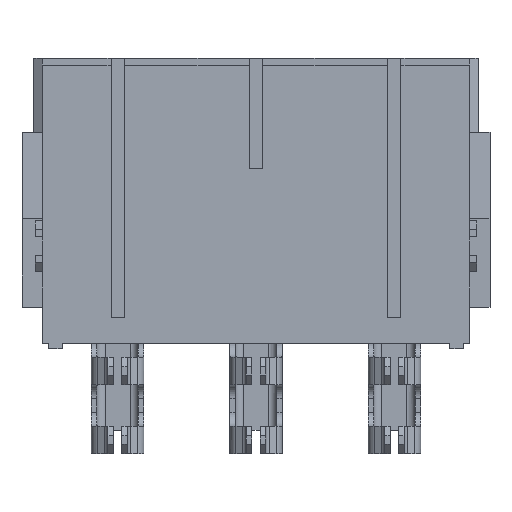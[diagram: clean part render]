
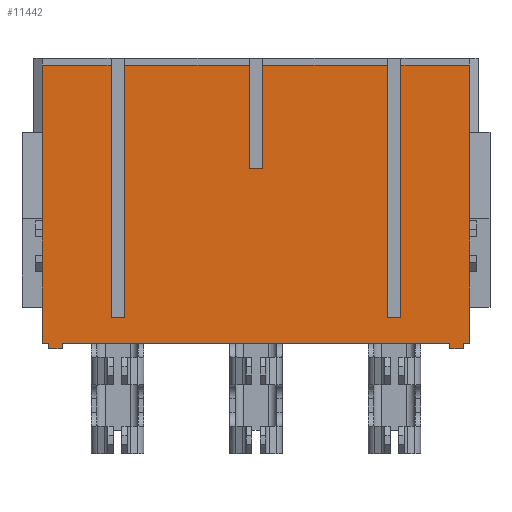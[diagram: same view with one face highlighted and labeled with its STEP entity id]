
A CAD part, front view. The second image highlights one B-rep face of the part: STEP entity #11442.
In plain terms, the highlighted planar face has unit normal (0, -1, 0).
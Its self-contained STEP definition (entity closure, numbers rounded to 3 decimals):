
#161=DIRECTION('',(1.,0.,0.));
#162=VECTOR('',#161,28.);
#163=CARTESIAN_POINT('',(-14.,-4.7,-10.3));
#164=LINE('',#163,#162);
#185=DIRECTION('',(1.,0.,0.));
#186=VECTOR('',#185,0.45);
#187=CARTESIAN_POINT('',(-15.45,-4.7,-10.3));
#188=LINE('',#187,#186);
#193=DIRECTION('',(1.,0.,0.));
#194=VECTOR('',#193,0.45);
#195=CARTESIAN_POINT('',(15.,-4.7,-10.3));
#196=LINE('',#195,#194);
#3419=DIRECTION('',(0.,0.,1.));
#3420=VECTOR('',#3419,5.8);
#3421=CARTESIAN_POINT('',(-15.45,-4.7,-10.3));
#3422=LINE('',#3421,#3420);
#3423=DIRECTION('',(0.,0.,-1.));
#3424=VECTOR('',#3423,0.515);
#3425=CARTESIAN_POINT('',(-15.45,-4.7,-3.985));
#3426=LINE('',#3425,#3424);
#3427=DIRECTION('',(0.,0.,1.));
#3428=VECTOR('',#3427,1.37);
#3429=CARTESIAN_POINT('',(-15.45,-4.7,-3.985));
#3430=LINE('',#3429,#3428);
#3431=DIRECTION('',(0.,0.,-1.));
#3432=VECTOR('',#3431,0.515);
#3433=CARTESIAN_POINT('',(-15.45,-4.7,-2.1));
#3434=LINE('',#3433,#3432);
#3435=DIRECTION('',(0.,0.,1.));
#3436=VECTOR('',#3435,11.9);
#3437=CARTESIAN_POINT('',(-15.45,-4.7,-2.1));
#3438=LINE('',#3437,#3436);
#3439=DIRECTION('',(1.,0.,0.));
#3440=VECTOR('',#3439,4.975);
#3441=CARTESIAN_POINT('',(-15.45,-4.7,9.8));
#3442=LINE('',#3441,#3440);
#3443=DIRECTION('',(0.,0.,-1.));
#3444=VECTOR('',#3443,18.25);
#3445=CARTESIAN_POINT('',(-10.475,-4.7,9.8));
#3446=LINE('',#3445,#3444);
#3447=DIRECTION('',(1.,0.,0.));
#3448=VECTOR('',#3447,1.);
#3449=CARTESIAN_POINT('',(-10.475,-4.7,-8.45));
#3450=LINE('',#3449,#3448);
#3451=DIRECTION('',(0.,0.,-1.));
#3452=VECTOR('',#3451,18.25);
#3453=CARTESIAN_POINT('',(-9.475,-4.7,9.8));
#3454=LINE('',#3453,#3452);
#3455=DIRECTION('',(1.,0.,0.));
#3456=VECTOR('',#3455,8.975);
#3457=CARTESIAN_POINT('',(-9.475,-4.7,9.8));
#3458=LINE('',#3457,#3456);
#3459=DIRECTION('',(0.,0.,-1.));
#3460=VECTOR('',#3459,7.5);
#3461=CARTESIAN_POINT('',(-0.5,-4.7,9.8));
#3462=LINE('',#3461,#3460);
#3463=DIRECTION('',(1.,0.,0.));
#3464=VECTOR('',#3463,1.);
#3465=CARTESIAN_POINT('',(-0.5,-4.7,2.3));
#3466=LINE('',#3465,#3464);
#3467=DIRECTION('',(0.,0.,-1.));
#3468=VECTOR('',#3467,7.5);
#3469=CARTESIAN_POINT('',(0.5,-4.7,9.8));
#3470=LINE('',#3469,#3468);
#3471=DIRECTION('',(1.,0.,0.));
#3472=VECTOR('',#3471,8.975);
#3473=CARTESIAN_POINT('',(0.5,-4.7,9.8));
#3474=LINE('',#3473,#3472);
#3475=DIRECTION('',(0.,0.,-1.));
#3476=VECTOR('',#3475,18.25);
#3477=CARTESIAN_POINT('',(9.475,-4.7,9.8));
#3478=LINE('',#3477,#3476);
#3479=DIRECTION('',(1.,0.,0.));
#3480=VECTOR('',#3479,1.);
#3481=CARTESIAN_POINT('',(9.475,-4.7,-8.45));
#3482=LINE('',#3481,#3480);
#3483=DIRECTION('',(0.,0.,-1.));
#3484=VECTOR('',#3483,18.25);
#3485=CARTESIAN_POINT('',(10.475,-4.7,9.8));
#3486=LINE('',#3485,#3484);
#3487=DIRECTION('',(1.,0.,0.));
#3488=VECTOR('',#3487,4.975);
#3489=CARTESIAN_POINT('',(10.475,-4.7,9.8));
#3490=LINE('',#3489,#3488);
#3491=DIRECTION('',(0.,0.,-1.));
#3492=VECTOR('',#3491,0.515);
#3493=CARTESIAN_POINT('',(15.45,-4.7,-2.1));
#3494=LINE('',#3493,#3492);
#3495=DIRECTION('',(0.,0.,-1.));
#3496=VECTOR('',#3495,0.515);
#3497=CARTESIAN_POINT('',(15.45,-4.7,-3.985));
#3498=LINE('',#3497,#3496);
#3499=DIRECTION('',(0.,0.,-1.));
#3500=VECTOR('',#3499,0.4);
#3501=CARTESIAN_POINT('',(15.,-4.7,-10.3));
#3502=LINE('',#3501,#3500);
#3503=DIRECTION('',(0.,0.,-1.));
#3504=VECTOR('',#3503,0.4);
#3505=CARTESIAN_POINT('',(-14.,-4.7,-10.3));
#3506=LINE('',#3505,#3504);
#4511=DIRECTION('',(0.,0.,1.));
#4512=VECTOR('',#4511,11.9);
#4513=CARTESIAN_POINT('',(15.45,-4.7,-2.1));
#4514=LINE('',#4513,#4512);
#4555=DIRECTION('',(0.,0.,1.));
#4556=VECTOR('',#4555,1.37);
#4557=CARTESIAN_POINT('',(15.45,-4.7,-3.985));
#4558=LINE('',#4557,#4556);
#4563=DIRECTION('',(0.,0.,1.));
#4564=VECTOR('',#4563,5.8);
#4565=CARTESIAN_POINT('',(15.45,-4.7,-10.3));
#4566=LINE('',#4565,#4564);
#5423=DIRECTION('',(-1.,0.,0.));
#5424=VECTOR('',#5423,1.);
#5425=CARTESIAN_POINT('',(-14.,-4.7,-10.7));
#5426=LINE('',#5425,#5424);
#5435=DIRECTION('',(-1.,0.,0.));
#5436=VECTOR('',#5435,1.);
#5437=CARTESIAN_POINT('',(15.,-4.7,-10.7));
#5438=LINE('',#5437,#5436);
#5443=DIRECTION('',(0.,0.,-1.));
#5444=VECTOR('',#5443,0.4);
#5445=CARTESIAN_POINT('',(-15.,-4.7,-10.3));
#5446=LINE('',#5445,#5444);
#5447=DIRECTION('',(0.,0.,-1.));
#5448=VECTOR('',#5447,0.4);
#5449=CARTESIAN_POINT('',(14.,-4.7,-10.3));
#5450=LINE('',#5449,#5448);
#5452=CARTESIAN_POINT('',(-15.45,-4.7,-10.3));
#5454=VERTEX_POINT('',#5452);
#5455=CARTESIAN_POINT('',(15.45,-4.7,-10.3));
#5457=VERTEX_POINT('',#5455);
#5716=CARTESIAN_POINT('',(-14.,-4.7,-10.7));
#5718=VERTEX_POINT('',#5716);
#5719=CARTESIAN_POINT('',(-15.,-4.7,-10.7));
#5720=VERTEX_POINT('',#5719);
#5727=CARTESIAN_POINT('',(15.,-4.7,-10.7));
#5728=VERTEX_POINT('',#5727);
#5729=CARTESIAN_POINT('',(14.,-4.7,-10.7));
#5730=VERTEX_POINT('',#5729);
#5731=CARTESIAN_POINT('',(-14.,-4.7,-10.3));
#5733=VERTEX_POINT('',#5731);
#5735=CARTESIAN_POINT('',(-15.,-4.7,-10.3));
#5737=VERTEX_POINT('',#5735);
#5739=CARTESIAN_POINT('',(15.,-4.7,-10.3));
#5741=VERTEX_POINT('',#5739);
#5743=CARTESIAN_POINT('',(14.,-4.7,-10.3));
#5745=VERTEX_POINT('',#5743);
#5779=CARTESIAN_POINT('',(15.45,-4.7,-2.1));
#5781=VERTEX_POINT('',#5779);
#5783=CARTESIAN_POINT('',(15.45,-4.7,-2.615));
#5785=VERTEX_POINT('',#5783);
#5787=CARTESIAN_POINT('',(15.45,-4.7,-4.5));
#5789=VERTEX_POINT('',#5787);
#5791=CARTESIAN_POINT('',(15.45,-4.7,-3.985));
#5793=VERTEX_POINT('',#5791);
#5865=CARTESIAN_POINT('',(-15.45,-4.7,9.8));
#5866=VERTEX_POINT('',#5865);
#5867=CARTESIAN_POINT('',(15.45,-4.7,9.8));
#5868=VERTEX_POINT('',#5867);
#5869=CARTESIAN_POINT('',(10.475,-4.7,-8.45));
#5870=VERTEX_POINT('',#5869);
#5871=CARTESIAN_POINT('',(9.475,-4.7,-8.45));
#5872=VERTEX_POINT('',#5871);
#5873=CARTESIAN_POINT('',(-9.475,-4.7,-8.45));
#5874=VERTEX_POINT('',#5873);
#5875=CARTESIAN_POINT('',(-10.475,-4.7,-8.45));
#5876=VERTEX_POINT('',#5875);
#5877=CARTESIAN_POINT('',(9.475,-4.7,9.8));
#5878=VERTEX_POINT('',#5877);
#5879=CARTESIAN_POINT('',(10.475,-4.7,9.8));
#5880=VERTEX_POINT('',#5879);
#5881=CARTESIAN_POINT('',(-10.475,-4.7,9.8));
#5882=VERTEX_POINT('',#5881);
#5883=CARTESIAN_POINT('',(-9.475,-4.7,9.8));
#5884=VERTEX_POINT('',#5883);
#5901=CARTESIAN_POINT('',(-0.5,-4.7,2.3));
#5902=CARTESIAN_POINT('',(0.5,-4.7,2.3));
#5903=VERTEX_POINT('',#5901);
#5904=VERTEX_POINT('',#5902);
#5905=CARTESIAN_POINT('',(-0.5,-4.7,9.8));
#5906=VERTEX_POINT('',#5905);
#5907=CARTESIAN_POINT('',(0.5,-4.7,9.8));
#5908=VERTEX_POINT('',#5907);
#6490=CARTESIAN_POINT('',(-15.45,-4.7,-2.1));
#6491=VERTEX_POINT('',#6490);
#6492=CARTESIAN_POINT('',(-15.45,-4.7,-2.615));
#6493=VERTEX_POINT('',#6492);
#6494=CARTESIAN_POINT('',(-15.45,-4.7,-4.5));
#6495=VERTEX_POINT('',#6494);
#6496=CARTESIAN_POINT('',(-15.45,-4.7,-3.985));
#6497=VERTEX_POINT('',#6496);
#11380=CARTESIAN_POINT('',(-15.45,-4.7,-10.3));
#11381=DIRECTION('',(0.,-1.,0.));
#11382=DIRECTION('',(1.,0.,0.));
#11383=AXIS2_PLACEMENT_3D('',#11380,#11381,#11382);
#11384=PLANE('',#11383);
#11385=ORIENTED_EDGE('',*,*,#11292,.T.);
#11386=ORIENTED_EDGE('',*,*,#11375,.F.);
#11387=ORIENTED_EDGE('',*,*,#11262,.T.);
#11388=ORIENTED_EDGE('',*,*,#11343,.F.);
#11389=ORIENTED_EDGE('',*,*,#11250,.T.);
#11391=ORIENTED_EDGE('',*,*,#11390,.T.);
#11393=ORIENTED_EDGE('',*,*,#11392,.T.);
#11395=ORIENTED_EDGE('',*,*,#11394,.T.);
#11397=ORIENTED_EDGE('',*,*,#11396,.F.);
#11399=ORIENTED_EDGE('',*,*,#11398,.T.);
#11401=ORIENTED_EDGE('',*,*,#11400,.T.);
#11403=ORIENTED_EDGE('',*,*,#11402,.T.);
#11405=ORIENTED_EDGE('',*,*,#11404,.F.);
#11407=ORIENTED_EDGE('',*,*,#11406,.T.);
#11409=ORIENTED_EDGE('',*,*,#11408,.T.);
#11411=ORIENTED_EDGE('',*,*,#11410,.T.);
#11413=ORIENTED_EDGE('',*,*,#11412,.F.);
#11415=ORIENTED_EDGE('',*,*,#11414,.T.);
#11417=ORIENTED_EDGE('',*,*,#11416,.F.);
#11419=ORIENTED_EDGE('',*,*,#11418,.T.);
#11421=ORIENTED_EDGE('',*,*,#11420,.F.);
#11423=ORIENTED_EDGE('',*,*,#11422,.T.);
#11425=ORIENTED_EDGE('',*,*,#11424,.F.);
#11426=ORIENTED_EDGE('',*,*,#7229,.F.);
#11428=ORIENTED_EDGE('',*,*,#11427,.T.);
#11430=ORIENTED_EDGE('',*,*,#11429,.T.);
#11432=ORIENTED_EDGE('',*,*,#11431,.F.);
#11433=ORIENTED_EDGE('',*,*,#7119,.F.);
#11434=ORIENTED_EDGE('',*,*,#11076,.T.);
#11436=ORIENTED_EDGE('',*,*,#11435,.T.);
#11438=ORIENTED_EDGE('',*,*,#11437,.F.);
#11439=ORIENTED_EDGE('',*,*,#7217,.F.);
#11440=EDGE_LOOP('',(#11385,#11386,#11387,#11388,#11389,#11391,#11393,#11395,
#11397,#11399,#11401,#11403,#11405,#11407,#11409,#11411,#11413,#11415,#11417,
#11419,#11421,#11423,#11425,#11426,#11428,#11430,#11432,#11433,#11434,#11436,
#11438,#11439));
#11441=FACE_OUTER_BOUND('',#11440,.F.);
#11442=ADVANCED_FACE('',(#11441),#11384,.T.);
#7119=EDGE_CURVE('',#5733,#5745,#164,.T.);
#7217=EDGE_CURVE('',#5454,#5737,#188,.T.);
#7229=EDGE_CURVE('',#5741,#5457,#196,.T.);
#11076=EDGE_CURVE('',#5733,#5718,#3506,.T.);
#11250=EDGE_CURVE('',#6491,#5866,#3438,.T.);
#11262=EDGE_CURVE('',#6497,#6493,#3430,.T.);
#11292=EDGE_CURVE('',#5454,#6495,#3422,.T.);
#11343=EDGE_CURVE('',#6491,#6493,#3434,.T.);
#11375=EDGE_CURVE('',#6497,#6495,#3426,.T.);
#11390=EDGE_CURVE('',#5866,#5882,#3442,.T.);
#11392=EDGE_CURVE('',#5882,#5876,#3446,.T.);
#11394=EDGE_CURVE('',#5876,#5874,#3450,.T.);
#11396=EDGE_CURVE('',#5884,#5874,#3454,.T.);
#11398=EDGE_CURVE('',#5884,#5906,#3458,.T.);
#11400=EDGE_CURVE('',#5906,#5903,#3462,.T.);
#11402=EDGE_CURVE('',#5903,#5904,#3466,.T.);
#11404=EDGE_CURVE('',#5908,#5904,#3470,.T.);
#11406=EDGE_CURVE('',#5908,#5878,#3474,.T.);
#11408=EDGE_CURVE('',#5878,#5872,#3478,.T.);
#11410=EDGE_CURVE('',#5872,#5870,#3482,.T.);
#11412=EDGE_CURVE('',#5880,#5870,#3486,.T.);
#11414=EDGE_CURVE('',#5880,#5868,#3490,.T.);
#11416=EDGE_CURVE('',#5781,#5868,#4514,.T.);
#11418=EDGE_CURVE('',#5781,#5785,#3494,.T.);
#11420=EDGE_CURVE('',#5793,#5785,#4558,.T.);
#11422=EDGE_CURVE('',#5793,#5789,#3498,.T.);
#11424=EDGE_CURVE('',#5457,#5789,#4566,.T.);
#11427=EDGE_CURVE('',#5741,#5728,#3502,.T.);
#11429=EDGE_CURVE('',#5728,#5730,#5438,.T.);
#11431=EDGE_CURVE('',#5745,#5730,#5450,.T.);
#11435=EDGE_CURVE('',#5718,#5720,#5426,.T.);
#11437=EDGE_CURVE('',#5737,#5720,#5446,.T.);
